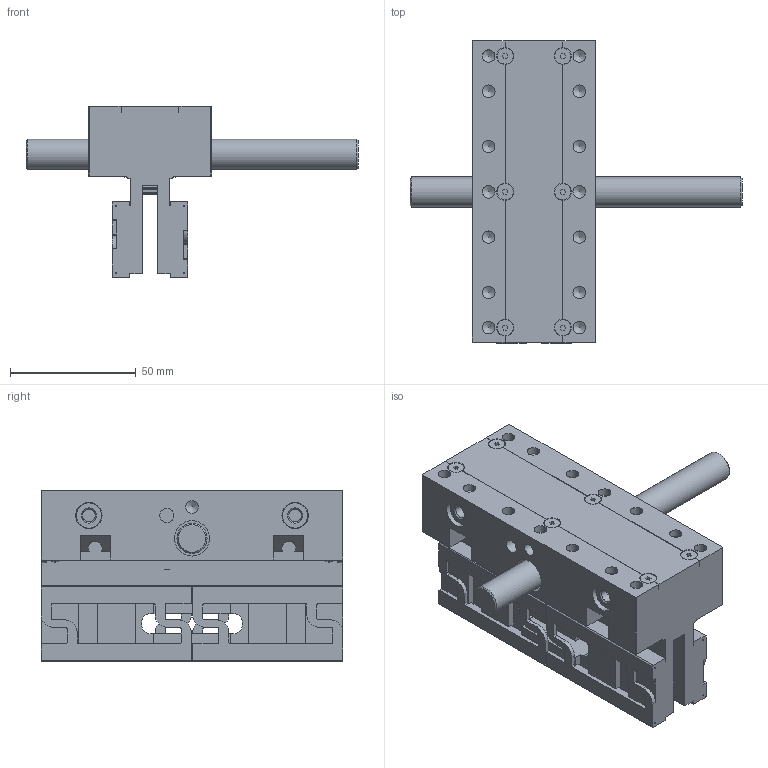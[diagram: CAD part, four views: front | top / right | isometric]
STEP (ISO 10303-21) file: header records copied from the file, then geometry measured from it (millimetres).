
FILE_DESCRIPTION(/* description */ ('Unknown'),/* implementation_level */ '2;1');
FILE_NAME(/* name */ 'A-0000153-Schlitten50x120-Zahnstange',/* time_stamp */ '2020-03-19T15:10:09+01:00',/* author */ ('Unknown'),/* organization */ ('Unknown'),/* preprocessor_version */ 'ST-DEVELOPER v16.7',/* originating_system */ 'Solid Edge',/* authorisation */ 'Unknown');
FILE_SCHEMA (('AUTOMOTIVE_DESIGN {1 0 10303 214 3 1 1}'));
Length unit declared in the file: millimetre
Products named in the file (1): A-0000153-Schlitten50x120-Zahnstange-dy
Bounding box: 132 x 120 x 68.1 mm (x, y, z)
Volume: 245130.4 mm3; surface area: 68264 mm2
Topology: 1 solids, 3 shells, 848 faces, 2495 edges, 1621 vertices
Faces by surface type: plane 541, cylinder 194, cone 90, bspline 13, torus 10
Full cylindrical faces by diameter (mm): 3 x2, 4.2 x1, 4.917 x18, 5 x8, 5.6 x2, 6 x2, 6.4 x4, 10 x2, 10.5 x4, 12 x2, 14 x2
Entity records: 34066 total; most frequent: CARTESIAN_POINT 5951, ORIENTED_EDGE 4710, DIRECTION 4402, EDGE_CURVE 2355, LINE 1660, VECTOR 1660, VERTEX_POINT 1581, AXIS2_PLACEMENT_3D 1371
